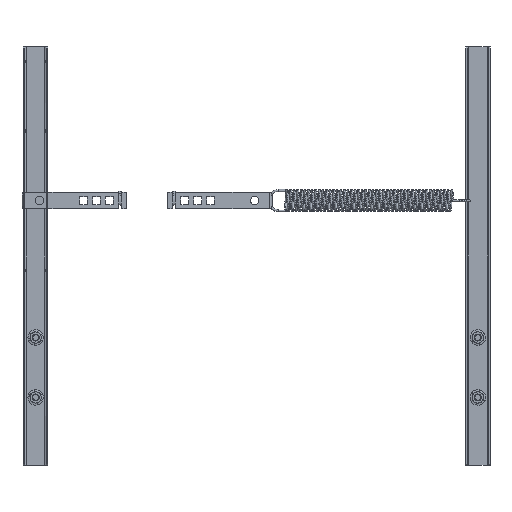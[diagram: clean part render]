
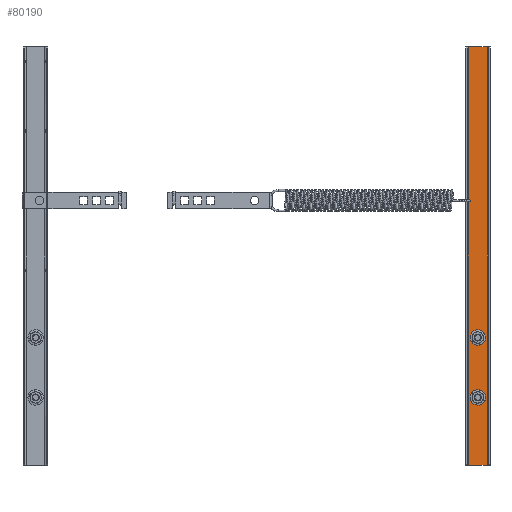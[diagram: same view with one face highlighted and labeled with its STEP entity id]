
A CAD part, left-side view. The second image highlights one B-rep face of the part: STEP entity #80190.
In plain terms, the highlighted planar face has unit normal (-1, 0, 0).
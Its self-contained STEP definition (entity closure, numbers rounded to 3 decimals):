
#546 = CARTESIAN_POINT ( 'NONE',  ( -2., 64.997, 160. ) ) ;
#4582 = CARTESIAN_POINT ( 'NONE',  ( -2., 65., -43. ) ) ;
#5651 = AXIS2_PLACEMENT_3D ( 'NONE', #4582, #11790, #89265 ) ;
#6337 = DIRECTION ( 'NONE',  ( 0., -1., 0. ) ) ;
#10023 = VERTEX_POINT ( 'NONE', #73912 ) ;
#11790 = DIRECTION ( 'NONE',  ( 1., 0., 0. ) ) ;
#13656 = CARTESIAN_POINT ( 'NONE',  ( -2., 47.497, -140. ) ) ;
#13717 = AXIS2_PLACEMENT_3D ( 'NONE', #52476, #91497, #97988 ) ;
#14957 = CARTESIAN_POINT ( 'NONE',  ( -2., 78.497, -140. ) ) ;
#15231 = CARTESIAN_POINT ( 'NONE',  ( -2., 51.497, 460. ) ) ;
#15761 = VERTEX_POINT ( 'NONE', #15231 ) ;
#15838 = VERTEX_POINT ( 'NONE', #64492 ) ;
#17250 = ORIENTED_EDGE ( 'NONE', *, *, #34656, .F. ) ;
#18342 = ORIENTED_EDGE ( 'NONE', *, *, #22781, .F. ) ;
#19277 = VECTOR ( 'NONE', #27673, 1000. ) ;
#21481 = DIRECTION ( 'NONE',  ( 0., 1., 0. ) ) ;
#22781 = EDGE_CURVE ( 'NONE', #90469, #15838, #95908, .T. ) ;
#25041 = CARTESIAN_POINT ( 'NONE',  ( -2., 51.497, -140. ) ) ;
#27673 = DIRECTION ( 'NONE',  ( 0., 0., 1. ) ) ;
#32804 = LINE ( 'NONE', #64151, #36506 ) ;
#34656 = EDGE_CURVE ( 'NONE', #99372, #90469, #54640, .T. ) ;
#36506 = VECTOR ( 'NONE', #48885, 1000. ) ;
#41996 = CARTESIAN_POINT ( 'NONE',  ( -2., 78.497, -140. ) ) ;
#42785 = VERTEX_POINT ( 'NONE', #79961 ) ;
#43728 = EDGE_CURVE ( 'NONE', #42785, #10023, #51427, .T. ) ;
#43928 = EDGE_LOOP ( 'NONE', ( #59036, #82704 ) ) ;
#48885 = DIRECTION ( 'NONE',  ( 0., 0., -1. ) ) ;
#50202 = EDGE_CURVE ( 'NONE', #10023, #42785, #100166, .T. ) ;
#51427 = CIRCLE ( 'NONE', #5651, 11. ) ;
#51503 = AXIS2_PLACEMENT_3D ( 'NONE', #546, #77132, #61799 ) ;
#52476 = CARTESIAN_POINT ( 'NONE',  ( -2., 65., -43. ) ) ;
#54640 = LINE ( 'NONE', #13656, #90973 ) ;
#55783 = VECTOR ( 'NONE', #6337, 1000. ) ;
#59036 = ORIENTED_EDGE ( 'NONE', *, *, #50202, .T. ) ;
#60104 = FACE_BOUND ( 'NONE', #43928, .T. ) ;
#61799 = DIRECTION ( 'NONE',  ( 0., 0., 1. ) ) ;
#64151 = CARTESIAN_POINT ( 'NONE',  ( -2., 51.497, 460. ) ) ;
#64492 = CARTESIAN_POINT ( 'NONE',  ( -2., 78.497, 460. ) ) ;
#69306 = PLANE ( 'NONE',  #51503 ) ;
#72686 = EDGE_CURVE ( 'NONE', #15761, #99372, #32804, .T. ) ;
#73912 = CARTESIAN_POINT ( 'NONE',  ( -2., 65., -32. ) ) ;
#77132 = DIRECTION ( 'NONE',  ( -1., 0., 0. ) ) ;
#79501 = EDGE_LOOP ( 'NONE', ( #17250, #87443, #84262, #18342 ) ) ;
#79961 = CARTESIAN_POINT ( 'NONE',  ( -2., 65., -54. ) ) ;
#80190 = ADVANCED_FACE ( 'NONE', ( #60104, #100268 ), #69306, .T. ) ;
#82704 = ORIENTED_EDGE ( 'NONE', *, *, #43728, .T. ) ;
#83887 = CARTESIAN_POINT ( 'NONE',  ( -2., 47.497, 460. ) ) ;
#84262 = ORIENTED_EDGE ( 'NONE', *, *, #98683, .F. ) ;
#87443 = ORIENTED_EDGE ( 'NONE', *, *, #72686, .F. ) ;
#89265 = DIRECTION ( 'NONE',  ( 0., 0., 1. ) ) ;
#90469 = VERTEX_POINT ( 'NONE', #14957 ) ;
#90973 = VECTOR ( 'NONE', #21481, 1000. ) ;
#91497 = DIRECTION ( 'NONE',  ( 1., 0., 0. ) ) ;
#93467 = LINE ( 'NONE', #83887, #55783 ) ;
#95908 = LINE ( 'NONE', #41996, #19277 ) ;
#97988 = DIRECTION ( 'NONE',  ( 0., 0., 1. ) ) ;
#98683 = EDGE_CURVE ( 'NONE', #15838, #15761, #93467, .T. ) ;
#99372 = VERTEX_POINT ( 'NONE', #25041 ) ;
#100166 = CIRCLE ( 'NONE', #13717, 11. ) ;
#100268 = FACE_OUTER_BOUND ( 'NONE', #79501, .T. ) ;
